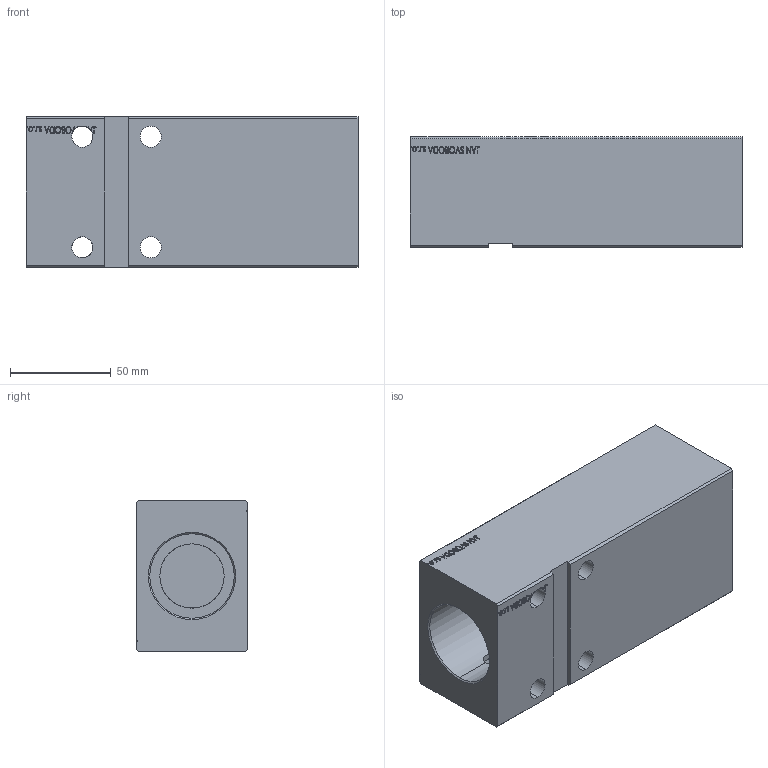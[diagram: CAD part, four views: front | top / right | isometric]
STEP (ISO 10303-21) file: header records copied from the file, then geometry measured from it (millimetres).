
FILE_DESCRIPTION (( 'STEP AP203' ), '1' );
FILE_NAME ('06dd.STEP', '2022-04-07T14:43:22', ( '' ), ( '' ), 'SwSTEP 2.0', 'SolidWorks 2019', '' );
FILE_SCHEMA (( 'CONFIG_CONTROL_DESIGN' ));
Length unit declared in the file: millimetre
Products named in the file (1): 06dd
Bounding box: 165 x 55 x 75 mm (x, y, z)
Volume: 493074.9 mm3; surface area: 76049.2 mm2
Topology: 1 solids, 1 shells, 756 faces, 1990 edges, 1325 vertices
Faces by surface type: plane 373, bspline 354, cylinder 27, cone 2
Entity records: 39917 total; most frequent: CARTESIAN_POINT 23489, ORIENTED_EDGE 3980, DIRECTION 2158, EDGE_CURVE 1990, VERTEX_POINT 1325, LINE 1190, VECTOR 1190, EDGE_LOOP 859
